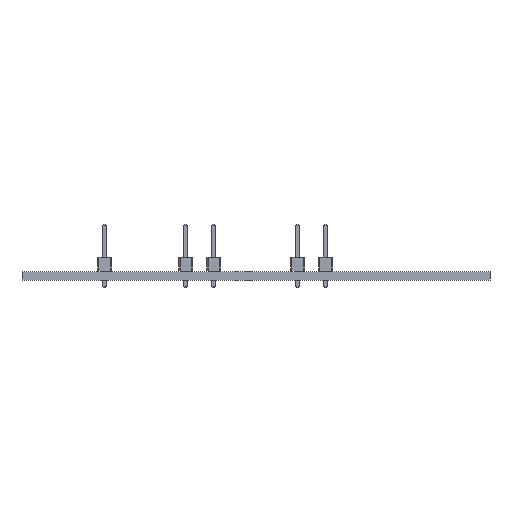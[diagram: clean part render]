
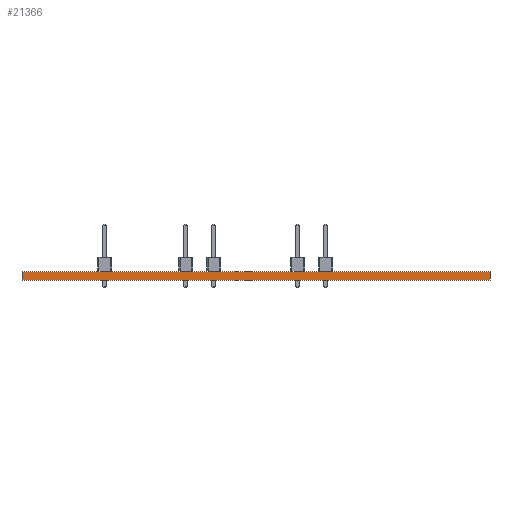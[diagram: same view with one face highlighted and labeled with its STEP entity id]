
A CAD part, front view. The second image highlights one B-rep face of the part: STEP entity #21366.
In plain terms, the highlighted planar face has unit normal (0.006, -1, 0).
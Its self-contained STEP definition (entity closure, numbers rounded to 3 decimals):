
#21366 = ADVANCED_FACE('',(#21367),#21401,.T.);
#21367 = FACE_BOUND('',#21368,.T.);
#21368 = EDGE_LOOP('',(#21369,#21379,#21387,#21395));
#21369 = ORIENTED_EDGE('',*,*,#21370,.T.);
#21370 = EDGE_CURVE('',#21371,#21373,#21375,.T.);
#21371 = VERTEX_POINT('',#21372);
#21372 = CARTESIAN_POINT('',(155.,-105.5,0.));
#21373 = VERTEX_POINT('',#21374);
#21374 = CARTESIAN_POINT('',(155.,-105.5,1.51));
#21375 = LINE('',#21376,#21377);
#21376 = CARTESIAN_POINT('',(155.,-105.5,0.));
#21377 = VECTOR('',#21378,1.);
#21378 = DIRECTION('',(0.,0.,1.));
#21379 = ORIENTED_EDGE('',*,*,#21380,.T.);
#21380 = EDGE_CURVE('',#21373,#21381,#21383,.T.);
#21381 = VERTEX_POINT('',#21382);
#21382 = CARTESIAN_POINT('',(70.,-106.,1.51));
#21383 = LINE('',#21384,#21385);
#21384 = CARTESIAN_POINT('',(155.,-105.5,1.51));
#21385 = VECTOR('',#21386,1.);
#21386 = DIRECTION('',(-1.,-0.006,0.));
#21387 = ORIENTED_EDGE('',*,*,#21388,.F.);
#21388 = EDGE_CURVE('',#21389,#21381,#21391,.T.);
#21389 = VERTEX_POINT('',#21390);
#21390 = CARTESIAN_POINT('',(70.,-106.,0.));
#21391 = LINE('',#21392,#21393);
#21392 = CARTESIAN_POINT('',(70.,-106.,0.));
#21393 = VECTOR('',#21394,1.);
#21394 = DIRECTION('',(0.,0.,1.));
#21395 = ORIENTED_EDGE('',*,*,#21396,.F.);
#21396 = EDGE_CURVE('',#21371,#21389,#21397,.T.);
#21397 = LINE('',#21398,#21399);
#21398 = CARTESIAN_POINT('',(155.,-105.5,0.));
#21399 = VECTOR('',#21400,1.);
#21400 = DIRECTION('',(-1.,-0.006,0.));
#21401 = PLANE('',#21402);
#21402 = AXIS2_PLACEMENT_3D('',#21403,#21404,#21405);
#21403 = CARTESIAN_POINT('',(155.,-105.5,0.));
#21404 = DIRECTION('',(0.006,-1.,0.));
#21405 = DIRECTION('',(-1.,-0.006,0.));
